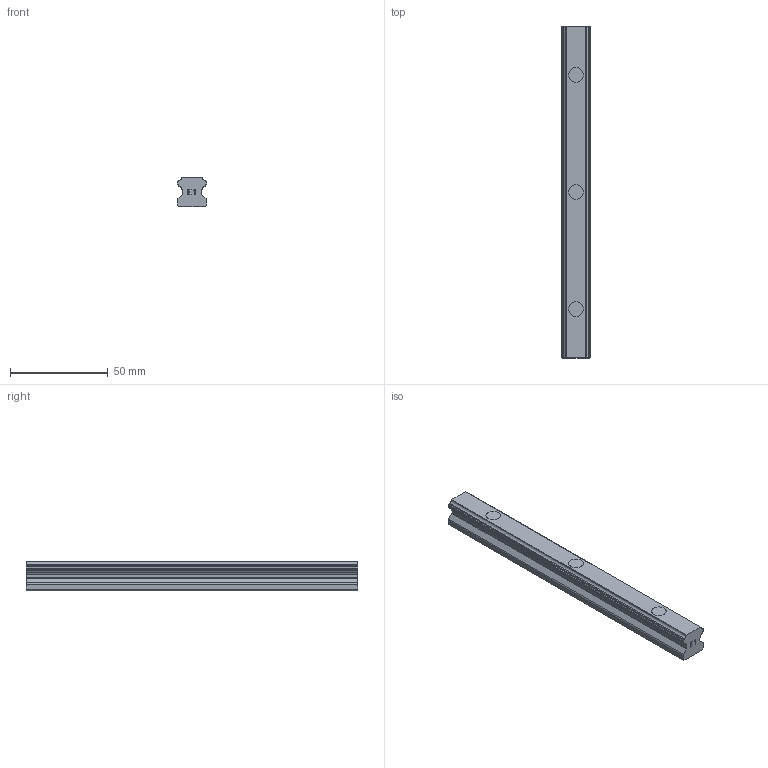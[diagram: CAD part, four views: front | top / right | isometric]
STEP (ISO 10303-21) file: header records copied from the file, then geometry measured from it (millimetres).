
FILE_DESCRIPTION(('STEP AP214'),'1');
FILE_NAME('cctmp_F51E22E7-E7AF-4BE4-9558-222A59B91984_2020_5_5_12_33_37_327..stp','2020-05-05T10:33:37',('HIWIN GmbH'),('CADClick - www.CADClick.com'),'Spatial InterOp 3D',' ','unknown authorization');
FILE_SCHEMA(('AUTOMOTIVE_DESIGN'));
Length unit declared in the file: millimetre
Products named in the file (1): HGR15R170H_FILE
Bounding box: 15 x 170 x 15 mm (x, y, z)
Volume: 31173.4 mm3; surface area: 11726.8 mm2
Topology: 1 solids, 1 shells, 142 faces, 381 edges, 254 vertices
Faces by surface type: plane 98, cylinder 44
Entity records: 5593 total; most frequent: CARTESIAN_POINT 778, ORIENTED_EDGE 762, DIRECTION 755, EDGE_CURVE 381, LINE 293, VECTOR 293, VERTEX_POINT 254, AXIS2_PLACEMENT_3D 231
